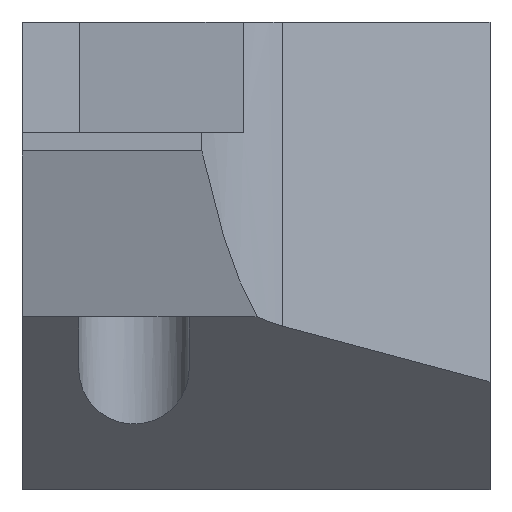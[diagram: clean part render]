
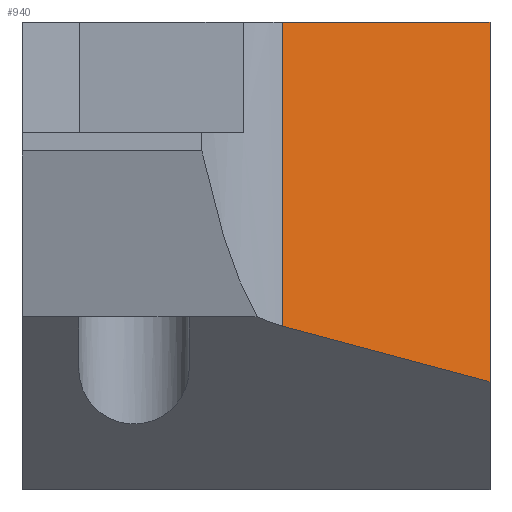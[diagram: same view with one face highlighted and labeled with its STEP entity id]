
A CAD part, left-side view. The second image highlights one B-rep face of the part: STEP entity #940.
In plain terms, the highlighted planar face has unit normal (-0.966, -0.259, 0).
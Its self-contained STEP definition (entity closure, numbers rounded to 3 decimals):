
#39 = VECTOR ( 'NONE', #1584, 1000. ) ;
#106 = LINE ( 'NONE', #725, #39 ) ;
#126 = CARTESIAN_POINT ( 'NONE',  ( -85.575, -24.098, -9.869 ) ) ;
#172 = VECTOR ( 'NONE', #761, 1000. ) ;
#188 = CARTESIAN_POINT ( 'NONE',  ( -92.032, 0., -3.412 ) ) ;
#211 = DIRECTION ( 'NONE',  ( 0., 0., 1. ) ) ;
#278 = CARTESIAN_POINT ( 'NONE',  ( -85.867, -23.008, 6.35 ) ) ;
#332 = ORIENTED_EDGE ( 'NONE', *, *, #1183, .F. ) ;
#358 = CARTESIAN_POINT ( 'NONE',  ( -93.541, 5.633, -128.791 ) ) ;
#360 = ORIENTED_EDGE ( 'NONE', *, *, #981, .F. ) ;
#488 = FACE_OUTER_BOUND ( 'NONE', #918, .T. ) ;
#649 = ORIENTED_EDGE ( 'NONE', *, *, #1146, .T. ) ;
#725 = CARTESIAN_POINT ( 'NONE',  ( -92.032, 0., 6.35 ) ) ;
#743 = CARTESIAN_POINT ( 'NONE',  ( -92.032, 0., 6.35 ) ) ;
#761 = DIRECTION ( 'NONE',  ( 0.251, -0.935, -0.251 ) ) ;
#824 = VERTEX_POINT ( 'NONE', #188 ) ;
#833 = PLANE ( 'NONE',  #904 ) ;
#863 = DIRECTION ( 'NONE',  ( 0.259, -0.966, 0. ) ) ;
#878 = VERTEX_POINT ( 'NONE', #1524 ) ;
#891 = LINE ( 'NONE', #126, #172 ) ;
#904 = AXIS2_PLACEMENT_3D ( 'NONE', #358, #962, #863 ) ;
#918 = EDGE_LOOP ( 'NONE', ( #360, #649, #980, #332 ) ) ;
#940 = ADVANCED_FACE ( 'NONE', ( #488 ), #833, .T. ) ;
#962 = DIRECTION ( 'NONE',  ( -0.966, -0.259, 0. ) ) ;
#980 = ORIENTED_EDGE ( 'NONE', *, *, #1029, .T. ) ;
#981 = EDGE_CURVE ( 'NONE', #878, #1189, #1314, .T. ) ;
#1029 = EDGE_CURVE ( 'NONE', #824, #1566, #106, .T. ) ;
#1112 = DIRECTION ( 'NONE',  ( 0.259, -0.966, 0. ) ) ;
#1146 = EDGE_CURVE ( 'NONE', #878, #824, #891, .T. ) ;
#1183 = EDGE_CURVE ( 'NONE', #1189, #1566, #1379, .T. ) ;
#1189 = VERTEX_POINT ( 'NONE', #1227 ) ;
#1214 = CARTESIAN_POINT ( 'NONE',  ( -93.541, 5.633, -128.791 ) ) ;
#1227 = CARTESIAN_POINT ( 'NONE',  ( -93.541, 5.633, 6.35 ) ) ;
#1275 = VECTOR ( 'NONE', #1112, 1000. ) ;
#1314 = LINE ( 'NONE', #1214, #1550 ) ;
#1379 = LINE ( 'NONE', #278, #1275 ) ;
#1524 = CARTESIAN_POINT ( 'NONE',  ( -93.541, 5.633, -1.903 ) ) ;
#1550 = VECTOR ( 'NONE', #211, 1000. ) ;
#1566 = VERTEX_POINT ( 'NONE', #743 ) ;
#1584 = DIRECTION ( 'NONE',  ( 0., 0., 1. ) ) ;
